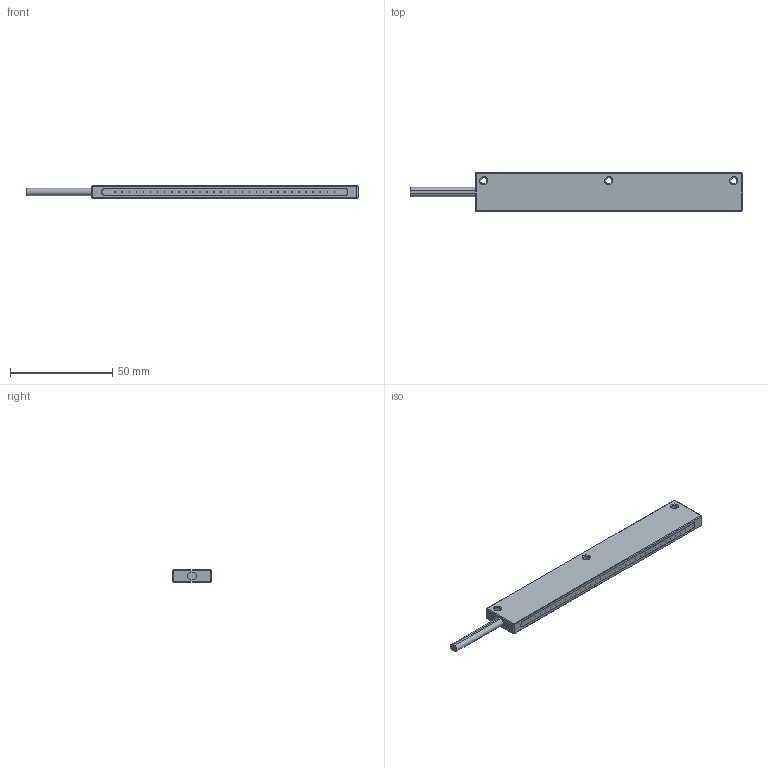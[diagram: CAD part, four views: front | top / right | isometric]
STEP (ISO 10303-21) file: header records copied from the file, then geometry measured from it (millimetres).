
FILE_DESCRIPTION(/* description */ (''),/* implementation_level */ '2;1');
FILE_NAME(/* name */ 'FN-T004.stp',/* time_stamp */ '2021-06-16T17:00:30+08:00',/* author */ (''),/* organization */ (''),/* preprocessor_version */ 'ST-DEVELOPER v14',/* originating_system */ 'SIEMENS PLM Software NX 8.0',/* authorisation */ '');
FILE_SCHEMA (('AP203_CONFIGURATION_CONTROLLED_3D_DESIGN_OF_MECHANICAL_PARTS_AND_ASSEMBLIES_MIM_LF { 1 0 10303 403 2 1 2}'));
Bounding box: 162 x 19 x 6 mm (x, y, z)
Volume: 11922.7 mm3; surface area: 10149.1 mm2
Topology: 1 solids, 1 shells, 97 faces, 251 edges, 160 vertices
Faces by surface type: cylinder 53, plane 30, cone 14
Full cylindrical faces by diameter (mm): 0.28 x32, 3 x3
Entity records: 3124 total; most frequent: CRTPNT 542, DRCTN 518, ORNEDG 420, A2PL3D 214, EDGLP 210, EDGCRV 210, FCBND 160, VRTPNT 160
